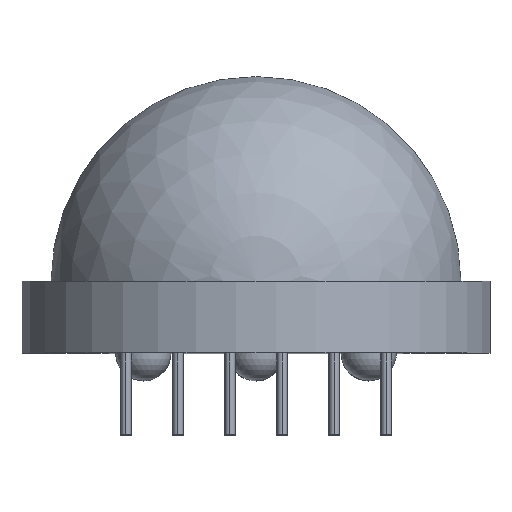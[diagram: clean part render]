
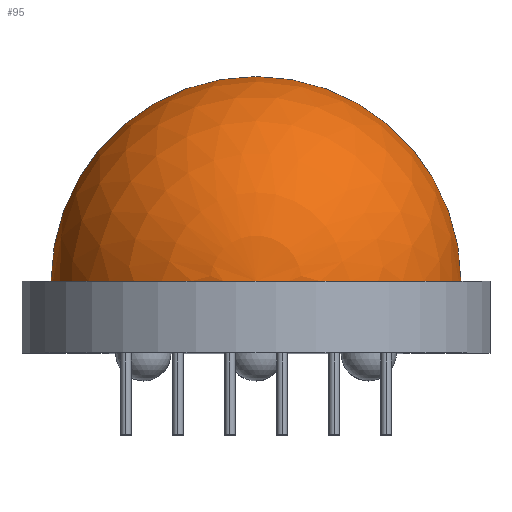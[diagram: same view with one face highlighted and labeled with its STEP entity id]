
A CAD part, top view. The second image highlights one B-rep face of the part: STEP entity #95.
In plain terms, the highlighted spherical face has radius 10 mm.
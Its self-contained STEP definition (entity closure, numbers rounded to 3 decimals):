
#94 = EDGE_LOOP ( 'NONE', ( #111, #112, #129, #108, #134 ) ) ;
#95 = ADVANCED_FACE ( 'NONE', ( #5005 ), #5034, .T. ) ;
#108 = ORIENTED_EDGE ( 'NONE', *, *, #133, .F. ) ;
#110 = EDGE_CURVE ( 'NONE', #132, #1880, #5059, .T. ) ;
#111 = ORIENTED_EDGE ( 'NONE', *, *, #1885, .F. ) ;
#112 = ORIENTED_EDGE ( 'NONE', *, *, #1883, .T. ) ;
#129 = ORIENTED_EDGE ( 'NONE', *, *, #110, .F. ) ;
#132 = VERTEX_POINT ( 'NONE', #5187 ) ;
#133 = EDGE_CURVE ( 'NONE', #2469, #132, #5154, .T. ) ;
#134 = ORIENTED_EDGE ( 'NONE', *, *, #2468, .F. ) ;
#928 = DIRECTION ( 'NONE',  ( 0., 0., -1. ) ) ;
#929 = DIRECTION ( 'NONE',  ( 0., -1., 0. ) ) ;
#930 = CARTESIAN_POINT ( 'NONE',  ( 0., 0., 0. ) ) ;
#931 = AXIS2_PLACEMENT_3D ( 'NONE', #930, #929, #928 ) ;
#932 = CIRCLE ( 'NONE', #931, 10. ) ;
#974 = CARTESIAN_POINT ( 'NONE',  ( 9.908, 0., 1.35 ) ) ;
#1852 = VERTEX_POINT ( 'NONE', #3898 ) ;
#1869 = VERTEX_POINT ( 'NONE', #3975 ) ;
#1880 = VERTEX_POINT ( 'NONE', #4005 ) ;
#1883 = EDGE_CURVE ( 'NONE', #1852, #1880, #4004, .T. ) ;
#1885 = EDGE_CURVE ( 'NONE', #1852, #1869, #3997, .T. ) ;
#2468 = EDGE_CURVE ( 'NONE', #1869, #2469, #932, .T. ) ;
#2469 = VERTEX_POINT ( 'NONE', #974 ) ;
#3898 = CARTESIAN_POINT ( 'NONE',  ( 0., 10., 0. ) ) ;
#3975 = CARTESIAN_POINT ( 'NONE',  ( 10., 0., 0. ) ) ;
#3993 = DIRECTION ( 'NONE',  ( -1., 0., 0. ) ) ;
#3994 = DIRECTION ( 'NONE',  ( 0., 0., -1. ) ) ;
#3995 = CARTESIAN_POINT ( 'NONE',  ( 0., 0., 0. ) ) ;
#3996 = AXIS2_PLACEMENT_3D ( 'NONE', #3995, #3994, #3993 ) ;
#3997 = CIRCLE ( 'NONE', #3996, 10. ) ;
#4000 = DIRECTION ( 'NONE',  ( 1., 0., 0. ) ) ;
#4001 = DIRECTION ( 'NONE',  ( 0., 0., 1. ) ) ;
#4002 = CARTESIAN_POINT ( 'NONE',  ( 0., 0., 0. ) ) ;
#4003 = AXIS2_PLACEMENT_3D ( 'NONE', #4002, #4001, #4000 ) ;
#4004 = CIRCLE ( 'NONE', #4003, 10. ) ;
#4005 = CARTESIAN_POINT ( 'NONE',  ( -10., 0., 0. ) ) ;
#5005 = FACE_OUTER_BOUND ( 'NONE', #94, .T. ) ;
#5015 = CARTESIAN_POINT ( 'NONE',  ( 0., 0., 0. ) ) ;
#5031 = DIRECTION ( 'NONE',  ( -1., 0., 0. ) ) ;
#5032 = DIRECTION ( 'NONE',  ( 0., 0., -1. ) ) ;
#5033 = AXIS2_PLACEMENT_3D ( 'NONE', #5015, #5032, #5031 ) ;
#5034 = SPHERICAL_SURFACE ( 'NONE', #5033, 10. ) ;
#5055 = DIRECTION ( 'NONE',  ( 0., 0., -1. ) ) ;
#5059 = CIRCLE ( 'NONE', #5066, 10. ) ;
#5061 = CARTESIAN_POINT ( 'NONE',  ( 0., 0., 0. ) ) ;
#5066 = AXIS2_PLACEMENT_3D ( 'NONE', #5061, #5073, #5055 ) ;
#5073 = DIRECTION ( 'NONE',  ( 0., -1., 0. ) ) ;
#5154 = CIRCLE ( 'NONE', #5170, 10. ) ;
#5165 = DIRECTION ( 'NONE',  ( 0., -1., 0. ) ) ;
#5166 = DIRECTION ( 'NONE',  ( 0., 0., -1. ) ) ;
#5168 = CARTESIAN_POINT ( 'NONE',  ( 0., 0., 0. ) ) ;
#5170 = AXIS2_PLACEMENT_3D ( 'NONE', #5168, #5165, #5166 ) ;
#5187 = CARTESIAN_POINT ( 'NONE',  ( -9.908, 0., 1.35 ) ) ;
